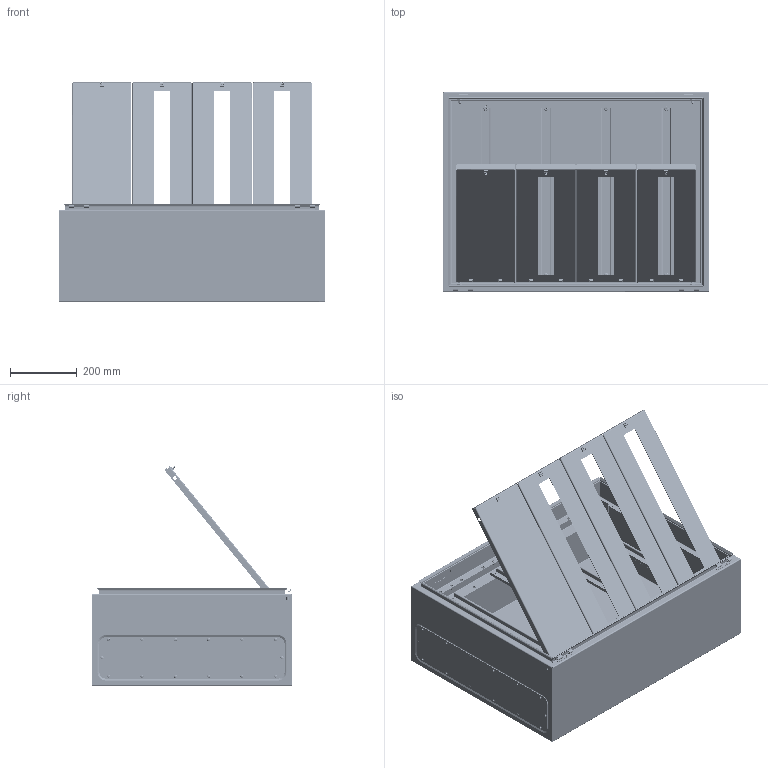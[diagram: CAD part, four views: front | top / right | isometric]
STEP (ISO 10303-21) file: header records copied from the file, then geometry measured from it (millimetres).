
FILE_DESCRIPTION (( 'STEP AP203' ), '1' );
FILE_NAME ('R5TM86.step', '2011-10-28T13:24:53', ( 'User' ), ( 'DKC' ), 'SwSTEP 2.0', 'SolidWorks 2011', '' );
FILE_SCHEMA (( 'CONFIG_CONTROL_DESIGN' ));
Products named in the file (35): R5TM86; reduser; Sectioning sets R5TM several doors_R5TM86; Porta distribuzione_600 cieca ﾑﾂ02ﾑ328; Rounded head screw with cross slot M6 x 12_ISO 7045 - M6 x 12 - Z --- 12S; Din profile CE_600; Perno AC00C148_AC00C148; screw M5x30_screw M5x30; AC00C129; Borchia quadra per pannelli distribuzione_AC00C147; Porta distribuzione_600 ﾑﾂ02ﾑ327; Dado gabbia 11x11 M5; dado quadrato 11x11 M5_Default; gabbia M6_Default; Cerniera CE AC00C146; Øïèëüêà çàïðåññîâàííàÿ â ïåòëþ M6 x 10_ M6x16; cerniera per panelli distribuzione CE_AC00C146; Frame for sectioning sets R5TM_800x600; Traversa porta_600 ﾑﾂ02ﾑ324; Montante porta_800  larg.600 CB02C321; Frames CE assemble 11111_800x600x300 R5CE0863; end-cap_AC00C061; land; Tapping screw 4.8x9.5 AC00C352_AC00C352; End-cup AC00C383_Default; Tapping screw 4.2x16_Tapping screw 4.2x16; Blocchetto fissaggio cerniera AC00C354_AC00C354; CERNIERA AC00C399_Default; Flange nut M6_ISO 7044-M6-S; Perno M6 AC00C145_1; Sealant AC00C355; End-cup AC00C317_Default; Flanges CE_527x97; Sealants of flange_527x97; Frames CE 11111_800x600x300
Assembly tree (150 placements, depth 4):
  R5TM86
    Flange nut M6_ISO 7044-M6-S  x4
    reduser  x4
    Frames CE assemble 11111_800x600x300 R5CE0863
      Tapping screw 4.8x9.5 AC00C352_AC00C352  x28
      land  x4
      Frames CE 11111_800x600x300
      Tapping screw 4.2x16_Tapping screw 4.2x16  x4
      Perno M6 AC00C145_1  x4
      end-cap_AC00C061  x2
      Sealants of flange_527x97
      Sealant AC00C355  x4
      End-cup AC00C317_Default  x4
      Flange nut M6_ISO 7044-M6-S  x4
      Blocchetto fissaggio cerniera AC00C354_AC00C354  x2
      CERNIERA AC00C399_Default  x2
      End-cup AC00C383_Default  x2
      Flanges CE_527x97
    Sectioning sets R5TM several doors_R5TM86
      Flange nut M6_ISO 7044-M6-S  x16
      Rounded head screw with cross slot M6 x 12_ISO 7045 - M6 x 12 - Z --- 12S  x8
      Borchia quadra per pannelli distribuzione_AC00C147  x8
      Perno AC00C148_AC00C148  x8
      AC00C129  x4
      Porta distribuzione_600 ﾑﾂ02ﾑ327  x3
      screw M5x30_screw M5x30  x4
      Din profile CE_600  x4
      Porta distribuzione_600 cieca ﾑﾂ02ﾑ328
      Frame for sectioning sets R5TM_800x600
        Montante porta_800  larg.600 CB02C321  x2
        Traversa porta_600 ﾑﾂ02ﾑ324  x2
      Cerniera CE AC00C146  x8
        cerniera per panelli distribuzione CE_AC00C146
        Øïèëüêà çàïðåññîâàííàÿ â ïåòëþ M6 x 10_ M6x16
      Dado gabbia 11x11 M5  x4
        gabbia M6_Default
        dado quadrato 11x11 M5_Default
Bounding box: 800.13 x 600 x 662.6 mm (x, y, z)
Volume: 3438815.9 mm3; surface area: 4598942.2 mm2
Topology: 159 solids, 159 shells, 11580 faces, 28578 edges, 17388 vertices
Faces by surface type: cone 3668, plane 3098, cylinder 3030, bspline 1472, torus 240, sphere 72
Entity records: 158058 total; most frequent: CARTESIAN_POINT 92470, ORIENTED_EDGE 12728, DIRECTION 11797, EDGE_CURVE 6364, AXIS2_PLACEMENT_3D 4364, VERTEX_POINT 3946, LINE 3069, VECTOR 3069
